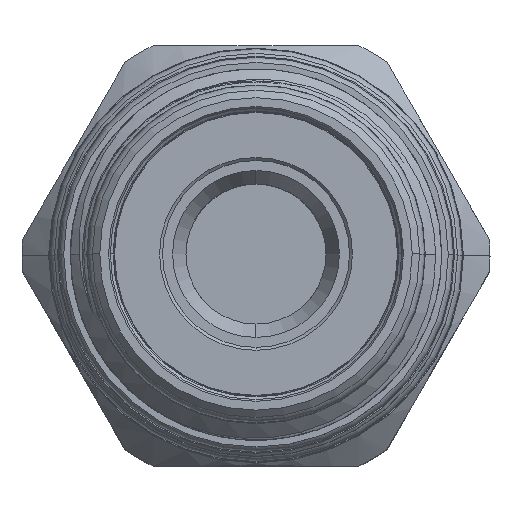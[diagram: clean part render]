
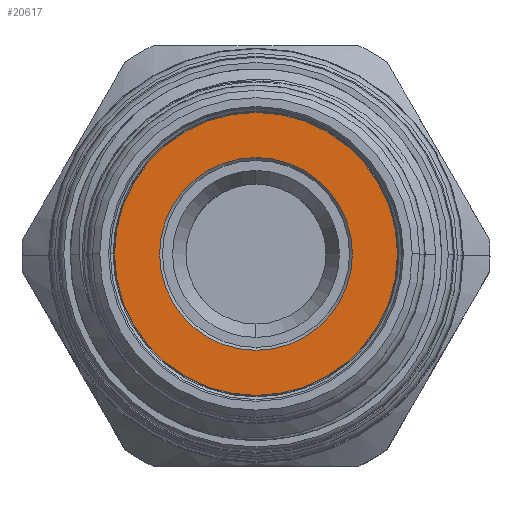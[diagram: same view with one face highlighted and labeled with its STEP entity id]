
A CAD part, top view. The second image highlights one B-rep face of the part: STEP entity #20617.
In plain terms, the highlighted planar face has unit normal (0, 0, 1).
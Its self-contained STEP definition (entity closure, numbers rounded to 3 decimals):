
#139 = VERTEX_POINT ( 'NONE', #11022 ) ;
#1007 = DIRECTION ( 'NONE',  ( 0., 0., -1. ) ) ;
#1809 = VERTEX_POINT ( 'NONE', #5884 ) ;
#2171 = DIRECTION ( 'NONE',  ( 0., 0., 1. ) ) ;
#2185 = AXIS2_PLACEMENT_3D ( 'NONE', #7323, #18629, #10357 ) ;
#3533 = CIRCLE ( 'NONE', #19966, 6.55 ) ;
#4709 = DIRECTION ( 'NONE',  ( 0., -1., 0. ) ) ;
#4794 = ORIENTED_EDGE ( 'NONE', *, *, #13040, .T. ) ;
#4852 = CIRCLE ( 'NONE', #7457, 9.615 ) ;
#5287 = FACE_BOUND ( 'NONE', #16105, .T. ) ;
#5324 = DIRECTION ( 'NONE',  ( 0., 0., -1. ) ) ;
#5884 = CARTESIAN_POINT ( 'NONE',  ( 0., 9.615, 19.06 ) ) ;
#6018 = EDGE_LOOP ( 'NONE', ( #16956, #16737 ) ) ;
#6028 = CIRCLE ( 'NONE', #2185, 6.55 ) ;
#6760 = CIRCLE ( 'NONE', #17175, 9.615 ) ;
#6793 = CARTESIAN_POINT ( 'NONE',  ( 0., -9.615, 19.06 ) ) ;
#6935 = PLANE ( 'NONE',  #11530 ) ;
#7018 = DIRECTION ( 'NONE',  ( 0., -1., 0. ) ) ;
#7323 = CARTESIAN_POINT ( 'NONE',  ( 0., 0., 19.06 ) ) ;
#7457 = AXIS2_PLACEMENT_3D ( 'NONE', #9604, #19412, #4709 ) ;
#9604 = CARTESIAN_POINT ( 'NONE',  ( 0., 0., 19.06 ) ) ;
#10357 = DIRECTION ( 'NONE',  ( 0., -1., 0. ) ) ;
#11022 = CARTESIAN_POINT ( 'NONE',  ( 0., 6.55, 19.06 ) ) ;
#11452 = EDGE_CURVE ( 'NONE', #16562, #139, #3533, .T. ) ;
#11530 = AXIS2_PLACEMENT_3D ( 'NONE', #19821, #2171, #14824 ) ;
#11596 = FACE_OUTER_BOUND ( 'NONE', #6018, .T. ) ;
#12093 = DIRECTION ( 'NONE',  ( 0., -1., 0. ) ) ;
#13040 = EDGE_CURVE ( 'NONE', #139, #16562, #6028, .T. ) ;
#14095 = VERTEX_POINT ( 'NONE', #6793 ) ;
#14489 = EDGE_CURVE ( 'NONE', #14095, #1809, #6760, .T. ) ;
#14824 = DIRECTION ( 'NONE',  ( 0., 1., 0. ) ) ;
#15471 = CARTESIAN_POINT ( 'NONE',  ( 0., 0., 19.06 ) ) ;
#15601 = ORIENTED_EDGE ( 'NONE', *, *, #11452, .T. ) ;
#16105 = EDGE_LOOP ( 'NONE', ( #4794, #15601 ) ) ;
#16562 = VERTEX_POINT ( 'NONE', #18141 ) ;
#16737 = ORIENTED_EDGE ( 'NONE', *, *, #17614, .F. ) ;
#16956 = ORIENTED_EDGE ( 'NONE', *, *, #14489, .F. ) ;
#17175 = AXIS2_PLACEMENT_3D ( 'NONE', #15471, #1007, #12093 ) ;
#17614 = EDGE_CURVE ( 'NONE', #1809, #14095, #4852, .T. ) ;
#18082 = CARTESIAN_POINT ( 'NONE',  ( 0., 0., 19.06 ) ) ;
#18141 = CARTESIAN_POINT ( 'NONE',  ( 0., -6.55, 19.06 ) ) ;
#18629 = DIRECTION ( 'NONE',  ( 0., 0., -1. ) ) ;
#19412 = DIRECTION ( 'NONE',  ( 0., 0., -1. ) ) ;
#19821 = CARTESIAN_POINT ( 'NONE',  ( 0., 0., 19.06 ) ) ;
#19966 = AXIS2_PLACEMENT_3D ( 'NONE', #18082, #5324, #7018 ) ;
#20617 = ADVANCED_FACE ( 'NONE', ( #5287, #11596 ), #6935, .T. ) ;
